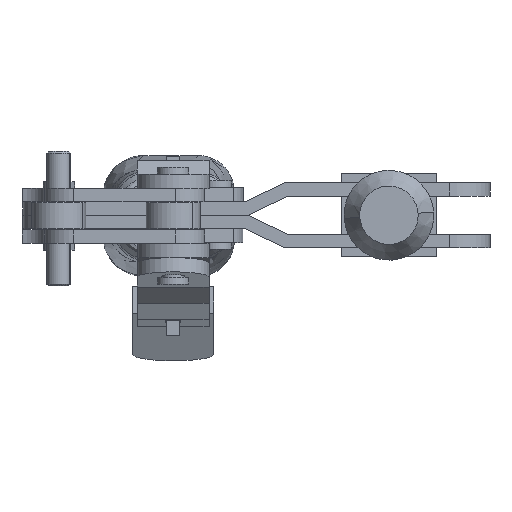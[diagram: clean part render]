
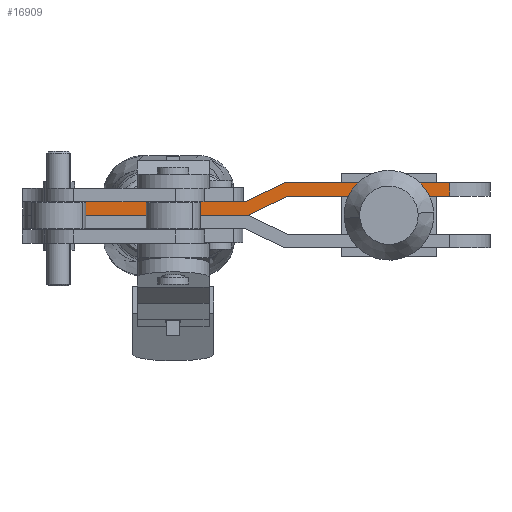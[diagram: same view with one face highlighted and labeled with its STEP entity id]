
A CAD part, front view. The second image highlights one B-rep face of the part: STEP entity #16909.
In plain terms, the highlighted face is planar.
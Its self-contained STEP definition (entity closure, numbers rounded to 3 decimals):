
#257 = EDGE_CURVE ( 'NONE', #27840, #18388, #21700, .T. ) ;
#540 = ORIENTED_EDGE ( 'NONE', *, *, #11247, .F. ) ;
#689 = EDGE_CURVE ( 'NONE', #26697, #16151, #12590, .T. ) ;
#810 = VECTOR ( 'NONE', #25757, 1000. ) ;
#1629 = DIRECTION ( 'NONE',  ( 0., -1., 0. ) ) ;
#2259 = CARTESIAN_POINT ( 'NONE',  ( 44.75, 0., 0. ) ) ;
#2449 = VECTOR ( 'NONE', #9262, 1000. ) ;
#3015 = LINE ( 'NONE', #20073, #14262 ) ;
#3028 = VERTEX_POINT ( 'NONE', #18684 ) ;
#3201 = LINE ( 'NONE', #24459, #21686 ) ;
#3936 = LINE ( 'NONE', #10385, #20232 ) ;
#6662 = CARTESIAN_POINT ( 'NONE',  ( 8.694, -4.25, 0. ) ) ;
#7818 = PLANE ( 'NONE',  #10216 ) ;
#8070 = VERTEX_POINT ( 'NONE', #10620 ) ;
#9262 = DIRECTION ( 'NONE',  ( 0., 1., 0. ) ) ;
#9350 = ORIENTED_EDGE ( 'NONE', *, *, #19078, .F. ) ;
#9584 = ORIENTED_EDGE ( 'NONE', *, *, #15950, .F. ) ;
#9656 = EDGE_CURVE ( 'NONE', #3028, #18388, #11688, .T. ) ;
#10216 = AXIS2_PLACEMENT_3D ( 'NONE', #26288, #12446, #14769 ) ;
#10385 = CARTESIAN_POINT ( 'NONE',  ( -0.694, -3., 0. ) ) ;
#10620 = CARTESIAN_POINT ( 'NONE',  ( -0.694, -3., 0. ) ) ;
#11222 = ORIENTED_EDGE ( 'NONE', *, *, #689, .F. ) ;
#11247 = EDGE_CURVE ( 'NONE', #24876, #3028, #14038, .T. ) ;
#11688 = LINE ( 'NONE', #23757, #810 ) ;
#12446 = DIRECTION ( 'NONE',  ( 0., 0., 1. ) ) ;
#12590 = LINE ( 'NONE', #12877, #28874 ) ;
#12615 = CARTESIAN_POINT ( 'NONE',  ( 8., -7.25, 0. ) ) ;
#12877 = CARTESIAN_POINT ( 'NONE',  ( -41.25, -23.125, 0. ) ) ;
#13399 = FACE_OUTER_BOUND ( 'NONE', #19147, .T. ) ;
#13731 = CARTESIAN_POINT ( 'NONE',  ( 0., 0., 0. ) ) ;
#13838 = ORIENTED_EDGE ( 'NONE', *, *, #9656, .F. ) ;
#13876 = VECTOR ( 'NONE', #15034, 1000. ) ;
#14038 = LINE ( 'NONE', #2259, #2449 ) ;
#14262 = VECTOR ( 'NONE', #22507, 1000. ) ;
#14769 = DIRECTION ( 'NONE',  ( 1., 0., 0. ) ) ;
#15034 = DIRECTION ( 'NONE',  ( 1., 0., 0. ) ) ;
#15950 = EDGE_CURVE ( 'NONE', #28530, #24876, #18964, .T. ) ;
#16151 = VERTEX_POINT ( 'NONE', #18403 ) ;
#16909 = ADVANCED_FACE ( 'NONE', ( #13399 ), #7818, .F. ) ;
#17305 = CARTESIAN_POINT ( 'NONE',  ( 8., -7.25, 0. ) ) ;
#18388 = VERTEX_POINT ( 'NONE', #27723 ) ;
#18403 = CARTESIAN_POINT ( 'NONE',  ( -41.25, -3., 0. ) ) ;
#18684 = CARTESIAN_POINT ( 'NONE',  ( 44.75, -4.25, 0. ) ) ;
#18964 = LINE ( 'NONE', #12615, #13876 ) ;
#19078 = EDGE_CURVE ( 'NONE', #16151, #8070, #3201, .T. ) ;
#19086 = EDGE_CURVE ( 'NONE', #8070, #28530, #3936, .T. ) ;
#19147 = EDGE_LOOP ( 'NONE', ( #13838, #540, #9584, #26006, #9350, #11222, #24085, #28883 ) ) ;
#19599 = DIRECTION ( 'NONE',  ( 1., 0., 0. ) ) ;
#20073 = CARTESIAN_POINT ( 'NONE',  ( -41.25, 0., 0. ) ) ;
#20232 = VECTOR ( 'NONE', #26536, 1000. ) ;
#21686 = VECTOR ( 'NONE', #19599, 1000. ) ;
#21700 = LINE ( 'NONE', #6662, #30015 ) ;
#22507 = DIRECTION ( 'NONE',  ( -1., 0., 0. ) ) ;
#23735 = CARTESIAN_POINT ( 'NONE',  ( 44.75, -7.25, 0. ) ) ;
#23757 = CARTESIAN_POINT ( 'NONE',  ( 0., -4.25, 0. ) ) ;
#23962 = CARTESIAN_POINT ( 'NONE',  ( -41.25, 0., 0. ) ) ;
#24085 = ORIENTED_EDGE ( 'NONE', *, *, #25743, .F. ) ;
#24459 = CARTESIAN_POINT ( 'NONE',  ( 0., -3., 0. ) ) ;
#24876 = VERTEX_POINT ( 'NONE', #23735 ) ;
#25743 = EDGE_CURVE ( 'NONE', #27840, #26697, #3015, .T. ) ;
#25757 = DIRECTION ( 'NONE',  ( -1., 0., 0. ) ) ;
#26006 = ORIENTED_EDGE ( 'NONE', *, *, #19086, .F. ) ;
#26288 = CARTESIAN_POINT ( 'NONE',  ( 0., 0., 0. ) ) ;
#26536 = DIRECTION ( 'NONE',  ( 0.898, -0.439, 0. ) ) ;
#26697 = VERTEX_POINT ( 'NONE', #23962 ) ;
#27723 = CARTESIAN_POINT ( 'NONE',  ( 8.694, -4.25, 0. ) ) ;
#27840 = VERTEX_POINT ( 'NONE', #13731 ) ;
#28530 = VERTEX_POINT ( 'NONE', #17305 ) ;
#28874 = VECTOR ( 'NONE', #1629, 1000. ) ;
#28883 = ORIENTED_EDGE ( 'NONE', *, *, #257, .T. ) ;
#29796 = DIRECTION ( 'NONE',  ( 0.898, -0.439, 0. ) ) ;
#30015 = VECTOR ( 'NONE', #29796, 1000. ) ;
